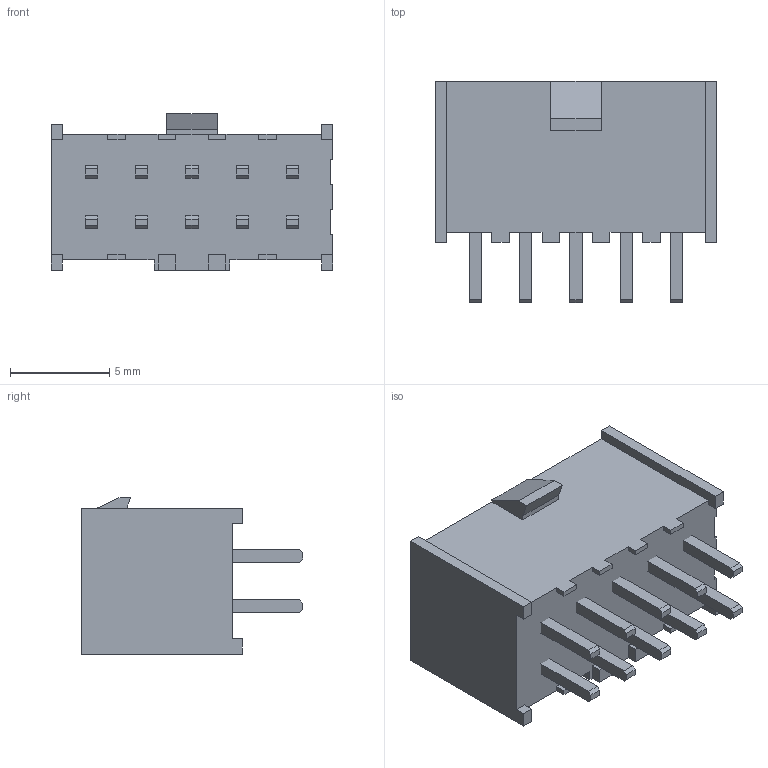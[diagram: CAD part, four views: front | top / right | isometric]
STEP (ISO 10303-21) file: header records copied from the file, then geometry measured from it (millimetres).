
FILE_DESCRIPTION( ( 'STEP AP214' ), '1' );
FILE_NAME( 'IPL1-105-01-F-D.stp', '2019-03-29T08:48:30', ( '' ), ( '' ), ' ', 'PARTsolutions', ' ' );
FILE_SCHEMA( ( 'AUTOMOTIVE_DESIGN { 1 0 10303 214 1 1 1 1 }' ) );
Length unit declared in the file: inch
Products named in the file (3): IPL1-105-01-F-D; _IPL1-105-01-D_header; _T-1S64-01-05-D
Assembly tree (2 placements, depth 2):
  IPL1-105-01-F-D
    _IPL1-105-01-D_header
    _T-1S64-01-05-D
Bounding box: 14.22 x 11.18 x 7.87 mm (x, y, z)
Volume: 397.3 mm3; surface area: 1467.5 mm2
Topology: 2 solids, 2 shells, 265 faces, 768 edges, 512 vertices
Faces by surface type: plane 265
Entity records: 10716 total; most frequent: CARTESIAN_POINT 1548, ORIENTED_EDGE 1536, DIRECTION 1304, EDGE_CURVE 768, LINE 768, VECTOR 768, VERTEX_POINT 512, EDGE_LOOP 270
